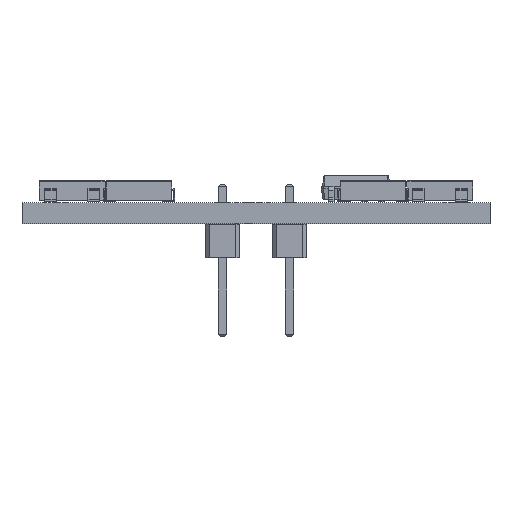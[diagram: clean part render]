
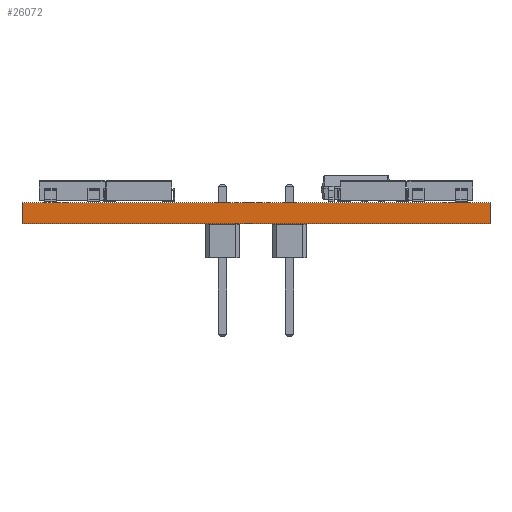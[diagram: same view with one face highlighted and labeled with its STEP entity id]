
A CAD part, left-side view. The second image highlights one B-rep face of the part: STEP entity #26072.
In plain terms, the highlighted planar face has unit normal (-1, 0, 0).
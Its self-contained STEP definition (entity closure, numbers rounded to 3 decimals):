
#26072 = ADVANCED_FACE('',(#26073),#26087,.F.);
#26073 = FACE_BOUND('',#26074,.F.);
#26074 = EDGE_LOOP('',(#26075,#26110,#26138,#26166));
#26075 = ORIENTED_EDGE('',*,*,#26076,.T.);
#26076 = EDGE_CURVE('',#26077,#26079,#26081,.T.);
#26077 = VERTEX_POINT('',#26078);
#26078 = CARTESIAN_POINT('',(2.54,-2.54,0.));
#26079 = VERTEX_POINT('',#26080);
#26080 = CARTESIAN_POINT('',(2.54,-2.54,1.6));
#26081 = SURFACE_CURVE('',#26082,(#26086,#26098),.PCURVE_S1.);
#26082 = LINE('',#26083,#26084);
#26083 = CARTESIAN_POINT('',(2.54,-2.54,0.));
#26084 = VECTOR('',#26085,1.);
#26085 = DIRECTION('',(0.,0.,1.));
#26086 = PCURVE('',#26087,#26092);
#26087 = PLANE('',#26088);
#26088 = AXIS2_PLACEMENT_3D('',#26089,#26090,#26091);
#26089 = CARTESIAN_POINT('',(2.54,-2.54,0.));
#26090 = DIRECTION('',(1.,0.,0.));
#26091 = DIRECTION('',(0.,-1.,0.));
#26092 = DEFINITIONAL_REPRESENTATION('',(#26093),#26097);
#26093 = LINE('',#26094,#26095);
#26094 = CARTESIAN_POINT('',(0.,0.));
#26095 = VECTOR('',#26096,1.);
#26096 = DIRECTION('',(0.,-1.));
#26097 = ( GEOMETRIC_REPRESENTATION_CONTEXT(2) 
PARAMETRIC_REPRESENTATION_CONTEXT() REPRESENTATION_CONTEXT('2D SPACE',''
  ) );
#26098 = PCURVE('',#26099,#26104);
#26099 = PLANE('',#26100);
#26100 = AXIS2_PLACEMENT_3D('',#26101,#26102,#26103);
#26101 = CARTESIAN_POINT('',(38.1,-2.54,0.));
#26102 = DIRECTION('',(0.,-1.,0.));
#26103 = DIRECTION('',(-1.,0.,0.));
#26104 = DEFINITIONAL_REPRESENTATION('',(#26105),#26109);
#26105 = LINE('',#26106,#26107);
#26106 = CARTESIAN_POINT('',(35.56,0.));
#26107 = VECTOR('',#26108,1.);
#26108 = DIRECTION('',(0.,-1.));
#26109 = ( GEOMETRIC_REPRESENTATION_CONTEXT(2) 
PARAMETRIC_REPRESENTATION_CONTEXT() REPRESENTATION_CONTEXT('2D SPACE',''
  ) );
#26110 = ORIENTED_EDGE('',*,*,#26111,.T.);
#26111 = EDGE_CURVE('',#26079,#26112,#26114,.T.);
#26112 = VERTEX_POINT('',#26113);
#26113 = CARTESIAN_POINT('',(2.54,-38.1,1.6));
#26114 = SURFACE_CURVE('',#26115,(#26119,#26126),.PCURVE_S1.);
#26115 = LINE('',#26116,#26117);
#26116 = CARTESIAN_POINT('',(2.54,-2.54,1.6));
#26117 = VECTOR('',#26118,1.);
#26118 = DIRECTION('',(0.,-1.,0.));
#26119 = PCURVE('',#26087,#26120);
#26120 = DEFINITIONAL_REPRESENTATION('',(#26121),#26125);
#26121 = LINE('',#26122,#26123);
#26122 = CARTESIAN_POINT('',(0.,-1.6));
#26123 = VECTOR('',#26124,1.);
#26124 = DIRECTION('',(1.,0.));
#26125 = ( GEOMETRIC_REPRESENTATION_CONTEXT(2) 
PARAMETRIC_REPRESENTATION_CONTEXT() REPRESENTATION_CONTEXT('2D SPACE',''
  ) );
#26126 = PCURVE('',#26127,#26132);
#26127 = PLANE('',#26128);
#26128 = AXIS2_PLACEMENT_3D('',#26129,#26130,#26131);
#26129 = CARTESIAN_POINT('',(20.32,-20.32,1.6));
#26130 = DIRECTION('',(0.,0.,1.));
#26131 = DIRECTION('',(1.,0.,0.));
#26132 = DEFINITIONAL_REPRESENTATION('',(#26133),#26137);
#26133 = LINE('',#26134,#26135);
#26134 = CARTESIAN_POINT('',(-17.78,17.78));
#26135 = VECTOR('',#26136,1.);
#26136 = DIRECTION('',(0.,-1.));
#26137 = ( GEOMETRIC_REPRESENTATION_CONTEXT(2) 
PARAMETRIC_REPRESENTATION_CONTEXT() REPRESENTATION_CONTEXT('2D SPACE',''
  ) );
#26138 = ORIENTED_EDGE('',*,*,#26139,.F.);
#26139 = EDGE_CURVE('',#26140,#26112,#26142,.T.);
#26140 = VERTEX_POINT('',#26141);
#26141 = CARTESIAN_POINT('',(2.54,-38.1,0.));
#26142 = SURFACE_CURVE('',#26143,(#26147,#26154),.PCURVE_S1.);
#26143 = LINE('',#26144,#26145);
#26144 = CARTESIAN_POINT('',(2.54,-38.1,0.));
#26145 = VECTOR('',#26146,1.);
#26146 = DIRECTION('',(0.,0.,1.));
#26147 = PCURVE('',#26087,#26148);
#26148 = DEFINITIONAL_REPRESENTATION('',(#26149),#26153);
#26149 = LINE('',#26150,#26151);
#26150 = CARTESIAN_POINT('',(35.56,0.));
#26151 = VECTOR('',#26152,1.);
#26152 = DIRECTION('',(0.,-1.));
#26153 = ( GEOMETRIC_REPRESENTATION_CONTEXT(2) 
PARAMETRIC_REPRESENTATION_CONTEXT() REPRESENTATION_CONTEXT('2D SPACE',''
  ) );
#26154 = PCURVE('',#26155,#26160);
#26155 = PLANE('',#26156);
#26156 = AXIS2_PLACEMENT_3D('',#26157,#26158,#26159);
#26157 = CARTESIAN_POINT('',(2.54,-38.1,0.));
#26158 = DIRECTION('',(0.,1.,0.));
#26159 = DIRECTION('',(1.,0.,0.));
#26160 = DEFINITIONAL_REPRESENTATION('',(#26161),#26165);
#26161 = LINE('',#26162,#26163);
#26162 = CARTESIAN_POINT('',(0.,0.));
#26163 = VECTOR('',#26164,1.);
#26164 = DIRECTION('',(0.,-1.));
#26165 = ( GEOMETRIC_REPRESENTATION_CONTEXT(2) 
PARAMETRIC_REPRESENTATION_CONTEXT() REPRESENTATION_CONTEXT('2D SPACE',''
  ) );
#26166 = ORIENTED_EDGE('',*,*,#26167,.F.);
#26167 = EDGE_CURVE('',#26077,#26140,#26168,.T.);
#26168 = SURFACE_CURVE('',#26169,(#26173,#26180),.PCURVE_S1.);
#26169 = LINE('',#26170,#26171);
#26170 = CARTESIAN_POINT('',(2.54,-2.54,0.));
#26171 = VECTOR('',#26172,1.);
#26172 = DIRECTION('',(0.,-1.,0.));
#26173 = PCURVE('',#26087,#26174);
#26174 = DEFINITIONAL_REPRESENTATION('',(#26175),#26179);
#26175 = LINE('',#26176,#26177);
#26176 = CARTESIAN_POINT('',(0.,0.));
#26177 = VECTOR('',#26178,1.);
#26178 = DIRECTION('',(1.,0.));
#26179 = ( GEOMETRIC_REPRESENTATION_CONTEXT(2) 
PARAMETRIC_REPRESENTATION_CONTEXT() REPRESENTATION_CONTEXT('2D SPACE',''
  ) );
#26180 = PCURVE('',#26181,#26186);
#26181 = PLANE('',#26182);
#26182 = AXIS2_PLACEMENT_3D('',#26183,#26184,#26185);
#26183 = CARTESIAN_POINT('',(20.32,-20.32,0.));
#26184 = DIRECTION('',(0.,0.,1.));
#26185 = DIRECTION('',(1.,0.,0.));
#26186 = DEFINITIONAL_REPRESENTATION('',(#26187),#26191);
#26187 = LINE('',#26188,#26189);
#26188 = CARTESIAN_POINT('',(-17.78,17.78));
#26189 = VECTOR('',#26190,1.);
#26190 = DIRECTION('',(0.,-1.));
#26191 = ( GEOMETRIC_REPRESENTATION_CONTEXT(2) 
PARAMETRIC_REPRESENTATION_CONTEXT() REPRESENTATION_CONTEXT('2D SPACE',''
  ) );
